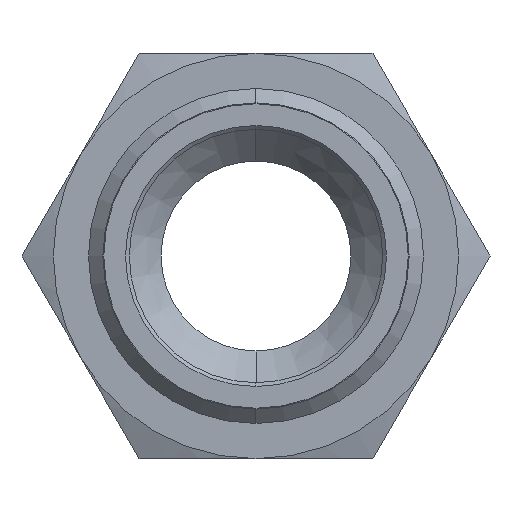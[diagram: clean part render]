
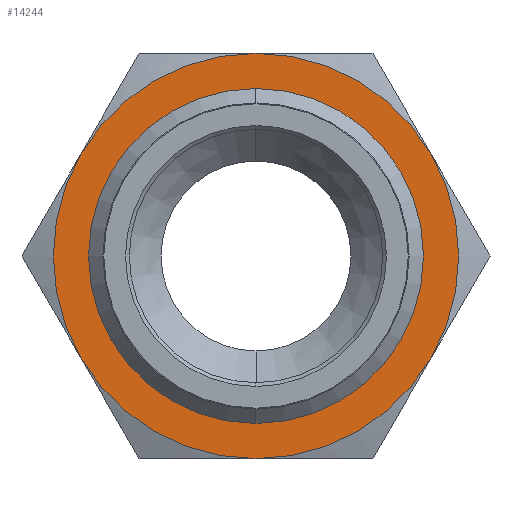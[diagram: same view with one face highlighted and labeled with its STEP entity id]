
A CAD part, left-side view. The second image highlights one B-rep face of the part: STEP entity #14244.
In plain terms, the highlighted planar face has unit normal (-1, 0, 0).
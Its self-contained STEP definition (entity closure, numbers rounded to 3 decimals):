
#126 = CARTESIAN_POINT ( 'NONE',  ( -41., 0., 12.024 ) ) ;
#148 = DIRECTION ( 'NONE',  ( -1., 0., 0. ) ) ;
#305 = ORIENTED_EDGE ( 'NONE', *, *, #14311, .T. ) ;
#369 = CARTESIAN_POINT ( 'NONE',  ( -41., -13.856, 8. ) ) ;
#608 = EDGE_CURVE ( 'NONE', #1212, #7850, #5092, .T. ) ;
#984 = AXIS2_PLACEMENT_3D ( 'NONE', #9047, #13618, #14767 ) ;
#1037 = AXIS2_PLACEMENT_3D ( 'NONE', #1369, #9627, #3727 ) ;
#1212 = VERTEX_POINT ( 'NONE', #11571 ) ;
#1369 = CARTESIAN_POINT ( 'NONE',  ( -41., 0., 0. ) ) ;
#1398 = EDGE_CURVE ( 'NONE', #10917, #10949, #1961, .T. ) ;
#1557 = DIRECTION ( 'NONE',  ( -1., 0., 0. ) ) ;
#1623 = DIRECTION ( 'NONE',  ( 1., 0., 0. ) ) ;
#1961 = CIRCLE ( 'NONE', #11192, 16. ) ;
#1975 = VERTEX_POINT ( 'NONE', #126 ) ;
#2126 = ORIENTED_EDGE ( 'NONE', *, *, #3248, .T. ) ;
#2213 = CARTESIAN_POINT ( 'NONE',  ( -41., 22.18, 0. ) ) ;
#2306 = PLANE ( 'NONE',  #14668 ) ;
#2329 = ORIENTED_EDGE ( 'NONE', *, *, #12216, .T. ) ;
#2401 = DIRECTION ( 'NONE',  ( 0., 0., 1. ) ) ;
#2635 = CIRCLE ( 'NONE', #1037, 16. ) ;
#3092 = FACE_OUTER_BOUND ( 'NONE', #4631, .T. ) ;
#3213 = CIRCLE ( 'NONE', #12625, 16. ) ;
#3248 = EDGE_CURVE ( 'NONE', #10949, #12665, #3213, .T. ) ;
#3440 = AXIS2_PLACEMENT_3D ( 'NONE', #13548, #13645, #12391 ) ;
#3534 = CIRCLE ( 'NONE', #5375, 12.024 ) ;
#3638 = EDGE_CURVE ( 'NONE', #1975, #9382, #7492, .T. ) ;
#3727 = DIRECTION ( 'NONE',  ( 0., 0., 1. ) ) ;
#3927 = EDGE_CURVE ( 'NONE', #9382, #1975, #3534, .T. ) ;
#3989 = CARTESIAN_POINT ( 'NONE',  ( -41., -13.856, -8. ) ) ;
#4631 = EDGE_LOOP ( 'NONE', ( #2126, #2329, #5876, #305, #10457, #12624 ) ) ;
#5092 = CIRCLE ( 'NONE', #3440, 16. ) ;
#5131 = ORIENTED_EDGE ( 'NONE', *, *, #3927, .T. ) ;
#5246 = DIRECTION ( 'NONE',  ( 0., 0., 1. ) ) ;
#5375 = AXIS2_PLACEMENT_3D ( 'NONE', #6219, #1623, #12042 ) ;
#5876 = ORIENTED_EDGE ( 'NONE', *, *, #608, .T. ) ;
#6125 = CARTESIAN_POINT ( 'NONE',  ( -41., 0., 0. ) ) ;
#6219 = CARTESIAN_POINT ( 'NONE',  ( -41., 0., 0. ) ) ;
#6771 = ORIENTED_EDGE ( 'NONE', *, *, #3638, .T. ) ;
#7078 = CARTESIAN_POINT ( 'NONE',  ( -41., 0., 0. ) ) ;
#7492 = CIRCLE ( 'NONE', #9530, 12.024 ) ;
#7836 = CARTESIAN_POINT ( 'NONE',  ( -41., 0., 16. ) ) ;
#7850 = VERTEX_POINT ( 'NONE', #13082 ) ;
#7951 = DIRECTION ( 'NONE',  ( 0., 0., 1. ) ) ;
#7991 = DIRECTION ( 'NONE',  ( -1., 0., 0. ) ) ;
#8188 = AXIS2_PLACEMENT_3D ( 'NONE', #7078, #148, #2401 ) ;
#8355 = VERTEX_POINT ( 'NONE', #11647 ) ;
#9047 = CARTESIAN_POINT ( 'NONE',  ( -41., 0., 0. ) ) ;
#9128 = DIRECTION ( 'NONE',  ( 0., 0., 1. ) ) ;
#9183 = DIRECTION ( 'NONE',  ( 1., 0., 0. ) ) ;
#9382 = VERTEX_POINT ( 'NONE', #10758 ) ;
#9530 = AXIS2_PLACEMENT_3D ( 'NONE', #10427, #9183, #9128 ) ;
#9627 = DIRECTION ( 'NONE',  ( -1., 0., 0. ) ) ;
#9891 = CARTESIAN_POINT ( 'NONE',  ( -41., 0., 0. ) ) ;
#10427 = CARTESIAN_POINT ( 'NONE',  ( -41., 0., 0. ) ) ;
#10457 = ORIENTED_EDGE ( 'NONE', *, *, #14231, .T. ) ;
#10758 = CARTESIAN_POINT ( 'NONE',  ( -41., 0., -12.024 ) ) ;
#10773 = DIRECTION ( 'NONE',  ( 0., 0., 1. ) ) ;
#10917 = VERTEX_POINT ( 'NONE', #3989 ) ;
#10949 = VERTEX_POINT ( 'NONE', #369 ) ;
#11192 = AXIS2_PLACEMENT_3D ( 'NONE', #9891, #12160, #5246 ) ;
#11204 = FACE_BOUND ( 'NONE', #12887, .T. ) ;
#11571 = CARTESIAN_POINT ( 'NONE',  ( -41., 13.856, 8. ) ) ;
#11647 = CARTESIAN_POINT ( 'NONE',  ( -41., 0., -16. ) ) ;
#11916 = CIRCLE ( 'NONE', #984, 16. ) ;
#12042 = DIRECTION ( 'NONE',  ( 0., 0., 1. ) ) ;
#12160 = DIRECTION ( 'NONE',  ( -1., 0., 0. ) ) ;
#12216 = EDGE_CURVE ( 'NONE', #12665, #1212, #2635, .T. ) ;
#12282 = CIRCLE ( 'NONE', #8188, 16. ) ;
#12391 = DIRECTION ( 'NONE',  ( 0., 0., 1. ) ) ;
#12624 = ORIENTED_EDGE ( 'NONE', *, *, #1398, .T. ) ;
#12625 = AXIS2_PLACEMENT_3D ( 'NONE', #6125, #1557, #10773 ) ;
#12665 = VERTEX_POINT ( 'NONE', #7836 ) ;
#12887 = EDGE_LOOP ( 'NONE', ( #6771, #5131 ) ) ;
#13082 = CARTESIAN_POINT ( 'NONE',  ( -41., 13.856, -8. ) ) ;
#13548 = CARTESIAN_POINT ( 'NONE',  ( -41., 0., 0. ) ) ;
#13618 = DIRECTION ( 'NONE',  ( -1., 0., 0. ) ) ;
#13645 = DIRECTION ( 'NONE',  ( -1., 0., 0. ) ) ;
#14231 = EDGE_CURVE ( 'NONE', #8355, #10917, #11916, .T. ) ;
#14244 = ADVANCED_FACE ( 'NONE', ( #11204, #3092 ), #2306, .T. ) ;
#14311 = EDGE_CURVE ( 'NONE', #7850, #8355, #12282, .T. ) ;
#14668 = AXIS2_PLACEMENT_3D ( 'NONE', #2213, #7991, #7951 ) ;
#14767 = DIRECTION ( 'NONE',  ( 0., 0., 1. ) ) ;
